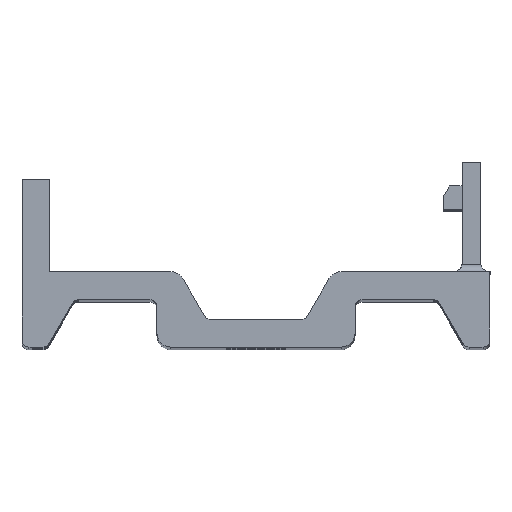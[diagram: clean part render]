
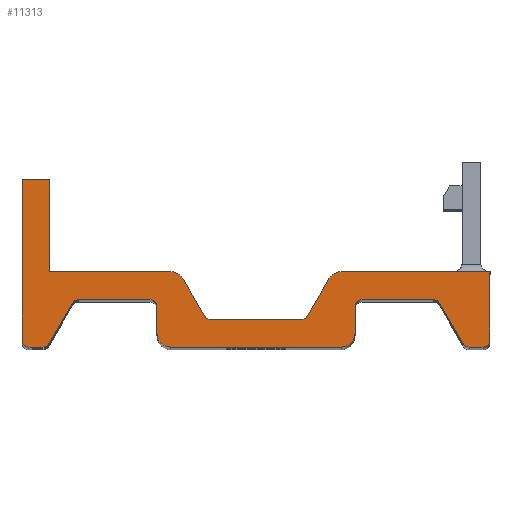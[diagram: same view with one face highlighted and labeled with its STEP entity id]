
A CAD part, top view. The second image highlights one B-rep face of the part: STEP entity #11313.
In plain terms, the highlighted planar face has unit normal (0, 0, 1).
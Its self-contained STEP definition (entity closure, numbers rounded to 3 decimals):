
#69=DIRECTION('',(0.,1.,0.));
#70=VECTOR('',#69,6.6);
#71=CARTESIAN_POINT('',(-14.775,5.4,-28.));
#72=LINE('',#71,#70);
#305=DIRECTION('',(1.,0.,0.));
#306=VECTOR('',#305,2.);
#307=CARTESIAN_POINT('',(-16.775,12.,-28.));
#308=LINE('',#307,#306);
#313=DIRECTION('',(0.,-1.,0.));
#314=VECTOR('',#313,11.5);
#315=CARTESIAN_POINT('',(-16.775,12.,-28.));
#316=LINE('',#315,#314);
#449=CARTESIAN_POINT('',(-16.275,0.5,-28.));
#450=DIRECTION('',(0.,0.,-1.));
#451=DIRECTION('',(0.,-1.,0.));
#452=AXIS2_PLACEMENT_3D('',#449,#450,#451);
#467=DIRECTION('',(1.,0.,0.));
#468=VECTOR('',#467,1.);
#469=CARTESIAN_POINT('',(-16.275,0.,-28.));
#470=LINE('',#469,#468);
#567=CARTESIAN_POINT('',(-15.275,0.5,-28.));
#568=DIRECTION('',(0.,0.,-1.));
#569=DIRECTION('',(0.866,-0.5,0.));
#570=AXIS2_PLACEMENT_3D('',#567,#568,#569);
#585=DIRECTION('',(0.5,0.866,0.));
#586=VECTOR('',#585,3.349);
#587=CARTESIAN_POINT('',(-14.842,0.25,-28.));
#588=LINE('',#587,#586);
#593=CARTESIAN_POINT('',(-12.735,2.9,-28.));
#594=DIRECTION('',(0.,0.,1.));
#595=DIRECTION('',(0.,1.,0.));
#596=AXIS2_PLACEMENT_3D('',#593,#594,#595);
#611=DIRECTION('',(1.,0.,0.));
#612=VECTOR('',#611,5.135);
#613=CARTESIAN_POINT('',(-12.735,3.4,-28.));
#614=LINE('',#613,#612);
#799=CARTESIAN_POINT('',(-7.6,2.9,-28.));
#800=DIRECTION('',(0.,0.,1.));
#801=DIRECTION('',(1.,0.,0.));
#802=AXIS2_PLACEMENT_3D('',#799,#800,#801);
#812=DIRECTION('',(0.,-1.,0.));
#813=VECTOR('',#812,1.9);
#814=CARTESIAN_POINT('',(-7.1,2.9,-28.));
#815=LINE('',#814,#813);
#824=CARTESIAN_POINT('',(-6.1,1.,-28.));
#825=DIRECTION('',(0.,0.,-1.));
#826=DIRECTION('',(0.,-1.,0.));
#827=AXIS2_PLACEMENT_3D('',#824,#825,#826);
#842=DIRECTION('',(1.,0.,0.));
#843=VECTOR('',#842,12.2);
#844=CARTESIAN_POINT('',(-6.1,0.,-28.));
#845=LINE('',#844,#843);
#958=CARTESIAN_POINT('',(6.1,1.,-28.));
#959=DIRECTION('',(0.,0.,-1.));
#960=DIRECTION('',(1.,0.,0.));
#961=AXIS2_PLACEMENT_3D('',#958,#959,#960);
#976=DIRECTION('',(0.,1.,0.));
#977=VECTOR('',#976,1.9);
#978=CARTESIAN_POINT('',(7.1,1.,-28.));
#979=LINE('',#978,#977);
#988=CARTESIAN_POINT('',(7.6,2.9,-28.));
#989=DIRECTION('',(0.,0.,1.));
#990=DIRECTION('',(0.,1.,0.));
#991=AXIS2_PLACEMENT_3D('',#988,#989,#990);
#1001=DIRECTION('',(1.,0.,0.));
#1002=VECTOR('',#1001,5.135);
#1003=CARTESIAN_POINT('',(7.6,3.4,-28.));
#1004=LINE('',#1003,#1002);
#1125=CARTESIAN_POINT('',(12.735,2.9,-28.));
#1126=DIRECTION('',(0.,0.,-1.));
#1127=DIRECTION('',(0.,1.,0.));
#1128=AXIS2_PLACEMENT_3D('',#1125,#1126,#1127);
#1143=DIRECTION('',(0.5,-0.866,0.));
#1144=VECTOR('',#1143,3.349);
#1145=CARTESIAN_POINT('',(13.168,3.15,-28.));
#1146=LINE('',#1145,#1144);
#1151=CARTESIAN_POINT('',(15.275,0.5,-28.));
#1152=DIRECTION('',(0.,0.,-1.));
#1153=DIRECTION('',(0.,-1.,0.));
#1154=AXIS2_PLACEMENT_3D('',#1151,#1152,#1153);
#1197=DIRECTION('',(1.,0.,0.));
#1198=VECTOR('',#1197,1.);
#1199=CARTESIAN_POINT('',(15.275,0.,-28.));
#1200=LINE('',#1199,#1198);
#1201=CARTESIAN_POINT('',(16.275,0.5,-28.));
#1202=DIRECTION('',(0.,0.,-1.));
#1203=DIRECTION('',(1.,0.,0.));
#1204=AXIS2_PLACEMENT_3D('',#1201,#1202,#1203);
#1219=DIRECTION('',(0.,1.,0.));
#1220=VECTOR('',#1219,4.9);
#1221=CARTESIAN_POINT('',(16.775,0.5,-28.));
#1222=LINE('',#1221,#1220);
#1223=DIRECTION('',(-1.,0.,0.));
#1224=VECTOR('',#1223,10.675);
#1225=CARTESIAN_POINT('',(16.775,5.4,-28.));
#1226=LINE('',#1225,#1224);
#1391=CARTESIAN_POINT('',(6.1,4.4,-28.));
#1392=DIRECTION('',(0.,0.,-1.));
#1393=DIRECTION('',(-0.866,0.5,0.));
#1394=AXIS2_PLACEMENT_3D('',#1391,#1392,#1393);
#1437=DIRECTION('',(-0.5,-0.866,0.));
#1438=VECTOR('',#1437,3.06);
#1439=CARTESIAN_POINT('',(5.234,4.9,-28.));
#1440=LINE('',#1439,#1438);
#1445=CARTESIAN_POINT('',(3.271,2.5,-28.));
#1446=DIRECTION('',(0.,0.,1.));
#1447=DIRECTION('',(0.,-1.,0.));
#1448=AXIS2_PLACEMENT_3D('',#1445,#1446,#1447);
#1463=DIRECTION('',(-1.,0.,0.));
#1464=VECTOR('',#1463,6.542);
#1465=CARTESIAN_POINT('',(3.271,2.,-28.));
#1466=LINE('',#1465,#1464);
#1472=CARTESIAN_POINT('',(-3.271,2.5,-28.));
#1473=DIRECTION('',(0.,0.,-1.));
#1474=DIRECTION('',(0.,-1.,0.));
#1475=AXIS2_PLACEMENT_3D('',#1472,#1473,#1474);
#1490=DIRECTION('',(-0.5,0.866,0.));
#1491=VECTOR('',#1490,3.06);
#1492=CARTESIAN_POINT('',(-3.704,2.25,-28.));
#1493=LINE('',#1492,#1491);
#1498=CARTESIAN_POINT('',(-6.1,4.4,-28.));
#1499=DIRECTION('',(0.,0.,-1.));
#1500=DIRECTION('',(0.,1.,0.));
#1501=AXIS2_PLACEMENT_3D('',#1498,#1499,#1500);
#1544=DIRECTION('',(-1.,0.,0.));
#1545=VECTOR('',#1544,8.675);
#1546=CARTESIAN_POINT('',(-6.1,5.4,-28.));
#1547=LINE('',#1546,#1545);
#10964=CARTESIAN_POINT('',(-16.775,12.,-28.));
#10965=CARTESIAN_POINT('',(-16.775,0.5,-28.));
#10966=VERTEX_POINT('',#10964);
#10967=VERTEX_POINT('',#10965);
#10968=CARTESIAN_POINT('',(-16.275,0.,-28.));
#10969=CARTESIAN_POINT('',(-15.275,0.,-28.));
#10970=VERTEX_POINT('',#10968);
#10971=VERTEX_POINT('',#10969);
#10972=CARTESIAN_POINT('',(-12.735,3.4,-28.));
#10973=CARTESIAN_POINT('',(-7.6,3.4,-28.));
#10974=VERTEX_POINT('',#10972);
#10975=VERTEX_POINT('',#10973);
#10976=CARTESIAN_POINT('',(-7.1,2.9,-28.));
#10977=CARTESIAN_POINT('',(-7.1,1.,-28.));
#10978=VERTEX_POINT('',#10976);
#10979=VERTEX_POINT('',#10977);
#10980=CARTESIAN_POINT('',(-6.1,0.,-28.));
#10981=CARTESIAN_POINT('',(6.1,0.,-28.));
#10982=VERTEX_POINT('',#10980);
#10983=VERTEX_POINT('',#10981);
#10984=CARTESIAN_POINT('',(7.1,1.,-28.));
#10985=CARTESIAN_POINT('',(7.1,2.9,-28.));
#10986=VERTEX_POINT('',#10984);
#10987=VERTEX_POINT('',#10985);
#10988=CARTESIAN_POINT('',(7.6,3.4,-28.));
#10989=CARTESIAN_POINT('',(12.735,3.4,-28.));
#10990=VERTEX_POINT('',#10988);
#10991=VERTEX_POINT('',#10989);
#10992=CARTESIAN_POINT('',(15.275,0.,-28.));
#10993=CARTESIAN_POINT('',(16.275,0.,-28.));
#10994=VERTEX_POINT('',#10992);
#10995=VERTEX_POINT('',#10993);
#10996=CARTESIAN_POINT('',(16.775,0.5,-28.));
#10997=CARTESIAN_POINT('',(16.775,5.4,-28.));
#10998=VERTEX_POINT('',#10996);
#10999=VERTEX_POINT('',#10997);
#11000=CARTESIAN_POINT('',(6.1,5.4,-28.));
#11001=VERTEX_POINT('',#11000);
#11002=CARTESIAN_POINT('',(3.271,2.,-28.));
#11003=CARTESIAN_POINT('',(-3.271,2.,-28.));
#11004=VERTEX_POINT('',#11002);
#11005=VERTEX_POINT('',#11003);
#11006=CARTESIAN_POINT('',(-6.1,5.4,-28.));
#11007=CARTESIAN_POINT('',(-14.775,5.4,-28.));
#11008=VERTEX_POINT('',#11006);
#11009=VERTEX_POINT('',#11007);
#11010=CARTESIAN_POINT('',(-14.775,12.,-28.));
#11011=VERTEX_POINT('',#11010);
#11012=CARTESIAN_POINT('',(-5.234,4.9,-28.));
#11013=VERTEX_POINT('',#11012);
#11014=CARTESIAN_POINT('',(5.234,4.9,-28.));
#11015=VERTEX_POINT('',#11014);
#11016=CARTESIAN_POINT('',(14.842,0.25,-28.));
#11017=VERTEX_POINT('',#11016);
#11018=CARTESIAN_POINT('',(-14.842,0.25,-28.));
#11019=VERTEX_POINT('',#11018);
#11020=CARTESIAN_POINT('',(13.168,3.15,-28.));
#11021=VERTEX_POINT('',#11020);
#11022=CARTESIAN_POINT('',(3.704,2.25,-28.));
#11023=VERTEX_POINT('',#11022);
#11024=CARTESIAN_POINT('',(-3.704,2.25,-28.));
#11025=VERTEX_POINT('',#11024);
#11026=CARTESIAN_POINT('',(-13.168,3.15,-28.));
#11027=VERTEX_POINT('',#11026);
#11243=CARTESIAN_POINT('',(16.775,13.25,-28.));
#11244=DIRECTION('',(0.,0.,-1.));
#11245=DIRECTION('',(-1.,0.,0.));
#11246=AXIS2_PLACEMENT_3D('',#11243,#11244,#11245);
#11247=PLANE('',#11246);
#11249=ORIENTED_EDGE('',*,*,#11248,.T.);
#11250=ORIENTED_EDGE('',*,*,#11105,.F.);
#11252=ORIENTED_EDGE('',*,*,#11251,.F.);
#11254=ORIENTED_EDGE('',*,*,#11253,.T.);
#11256=ORIENTED_EDGE('',*,*,#11255,.F.);
#11258=ORIENTED_EDGE('',*,*,#11257,.F.);
#11260=ORIENTED_EDGE('',*,*,#11259,.F.);
#11262=ORIENTED_EDGE('',*,*,#11261,.T.);
#11264=ORIENTED_EDGE('',*,*,#11263,.F.);
#11266=ORIENTED_EDGE('',*,*,#11265,.T.);
#11268=ORIENTED_EDGE('',*,*,#11267,.F.);
#11270=ORIENTED_EDGE('',*,*,#11269,.F.);
#11272=ORIENTED_EDGE('',*,*,#11271,.T.);
#11274=ORIENTED_EDGE('',*,*,#11273,.F.);
#11276=ORIENTED_EDGE('',*,*,#11275,.T.);
#11278=ORIENTED_EDGE('',*,*,#11277,.F.);
#11280=ORIENTED_EDGE('',*,*,#11279,.F.);
#11282=ORIENTED_EDGE('',*,*,#11281,.F.);
#11284=ORIENTED_EDGE('',*,*,#11283,.T.);
#11286=ORIENTED_EDGE('',*,*,#11285,.F.);
#11288=ORIENTED_EDGE('',*,*,#11287,.T.);
#11290=ORIENTED_EDGE('',*,*,#11289,.F.);
#11292=ORIENTED_EDGE('',*,*,#11291,.T.);
#11294=ORIENTED_EDGE('',*,*,#11293,.F.);
#11296=ORIENTED_EDGE('',*,*,#11295,.T.);
#11298=ORIENTED_EDGE('',*,*,#11297,.F.);
#11300=ORIENTED_EDGE('',*,*,#11299,.T.);
#11302=ORIENTED_EDGE('',*,*,#11301,.F.);
#11304=ORIENTED_EDGE('',*,*,#11303,.T.);
#11306=ORIENTED_EDGE('',*,*,#11305,.F.);
#11308=ORIENTED_EDGE('',*,*,#11307,.T.);
#11310=ORIENTED_EDGE('',*,*,#11309,.F.);
#11311=EDGE_LOOP('',(#11249,#11250,#11252,#11254,#11256,#11258,#11260,#11262,
#11264,#11266,#11268,#11270,#11272,#11274,#11276,#11278,#11280,#11282,#11284,
#11286,#11288,#11290,#11292,#11294,#11296,#11298,#11300,#11302,#11304,#11306,
#11308,#11310));
#11312=FACE_OUTER_BOUND('',#11311,.F.);
#11313=ADVANCED_FACE('',(#11312),#11247,.F.);
#453=CIRCLE('',#452,0.5);
#571=CIRCLE('',#570,0.5);
#597=CIRCLE('',#596,0.5);
#803=CIRCLE('',#802,0.5);
#828=CIRCLE('',#827,1.);
#962=CIRCLE('',#961,1.);
#992=CIRCLE('',#991,0.5);
#1129=CIRCLE('',#1128,0.5);
#1155=CIRCLE('',#1154,0.5);
#1205=CIRCLE('',#1204,0.5);
#1395=CIRCLE('',#1394,1.);
#1449=CIRCLE('',#1448,0.5);
#1476=CIRCLE('',#1475,0.5);
#1502=CIRCLE('',#1501,1.);
#11105=EDGE_CURVE('',#11009,#11011,#72,.T.);
#11248=EDGE_CURVE('',#10966,#11011,#308,.T.);
#11251=EDGE_CURVE('',#11008,#11009,#1547,.T.);
#11253=EDGE_CURVE('',#11008,#11013,#1502,.T.);
#11255=EDGE_CURVE('',#11025,#11013,#1493,.T.);
#11257=EDGE_CURVE('',#11005,#11025,#1476,.T.);
#11259=EDGE_CURVE('',#11004,#11005,#1466,.T.);
#11261=EDGE_CURVE('',#11004,#11023,#1449,.T.);
#11263=EDGE_CURVE('',#11015,#11023,#1440,.T.);
#11265=EDGE_CURVE('',#11015,#11001,#1395,.T.);
#11267=EDGE_CURVE('',#10999,#11001,#1226,.T.);
#11269=EDGE_CURVE('',#10998,#10999,#1222,.T.);
#11271=EDGE_CURVE('',#10998,#10995,#1205,.T.);
#11273=EDGE_CURVE('',#10994,#10995,#1200,.T.);
#11275=EDGE_CURVE('',#10994,#11017,#1155,.T.);
#11277=EDGE_CURVE('',#11021,#11017,#1146,.T.);
#11279=EDGE_CURVE('',#10991,#11021,#1129,.T.);
#11281=EDGE_CURVE('',#10990,#10991,#1004,.T.);
#11283=EDGE_CURVE('',#10990,#10987,#992,.T.);
#11285=EDGE_CURVE('',#10986,#10987,#979,.T.);
#11287=EDGE_CURVE('',#10986,#10983,#962,.T.);
#11289=EDGE_CURVE('',#10982,#10983,#845,.T.);
#11291=EDGE_CURVE('',#10982,#10979,#828,.T.);
#11293=EDGE_CURVE('',#10978,#10979,#815,.T.);
#11295=EDGE_CURVE('',#10978,#10975,#803,.T.);
#11297=EDGE_CURVE('',#10974,#10975,#614,.T.);
#11299=EDGE_CURVE('',#10974,#11027,#597,.T.);
#11301=EDGE_CURVE('',#11019,#11027,#588,.T.);
#11303=EDGE_CURVE('',#11019,#10971,#571,.T.);
#11305=EDGE_CURVE('',#10970,#10971,#470,.T.);
#11307=EDGE_CURVE('',#10970,#10967,#453,.T.);
#11309=EDGE_CURVE('',#10966,#10967,#316,.T.);
